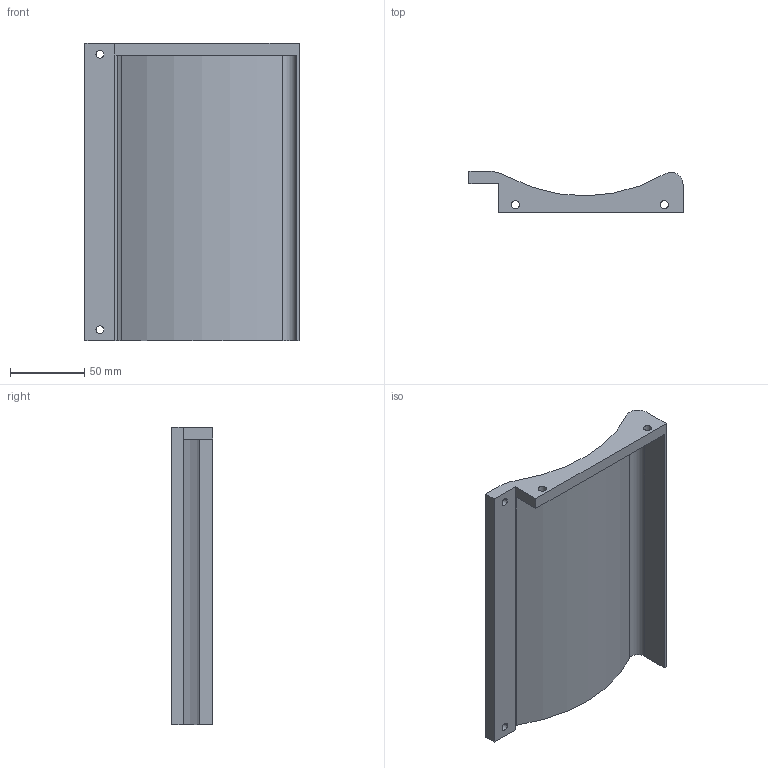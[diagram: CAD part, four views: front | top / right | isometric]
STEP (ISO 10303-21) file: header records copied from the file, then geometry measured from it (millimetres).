
FILE_DESCRIPTION(/* description */ (''),/* implementation_level */ '2;1');
FILE_NAME(/* name */ 'Chip Catcher v2.step',/* time_stamp */ '2025-10-15T09:43:17-04:00',/* author */ (''),/* organization */ (''),/* preprocessor_version */ 'ST-DEVELOPER v20.1',/* originating_system */ 'Autodesk Translation Framework v14.17.0.0',/* authorisation */ '');
FILE_SCHEMA (('AUTOMOTIVE_DESIGN { 1 0 10303 214 3 1 1 }'));
Length unit declared in the file: millimetre
Products named in the file (1): Chip Catcher
Bounding box: 143.85 x 27.61 x 200 mm (x, y, z)
Volume: 105593.5 mm3; surface area: 76158.1 mm2
Topology: 1 solids, 1 shells, 31 faces, 85 edges, 56 vertices
Faces by surface type: plane 19, cylinder 12
Full cylindrical faces by diameter (mm): 5.5 x2, 8.75 x2
Entity records: 1063 total; most frequent: CARTESIAN_POINT 201, ORIENTED_EDGE 170, DIRECTION 169, EDGE_CURVE 85, LINE 57, VECTOR 57, VERTEX_POINT 56, AXIS2_PLACEMENT_3D 56
